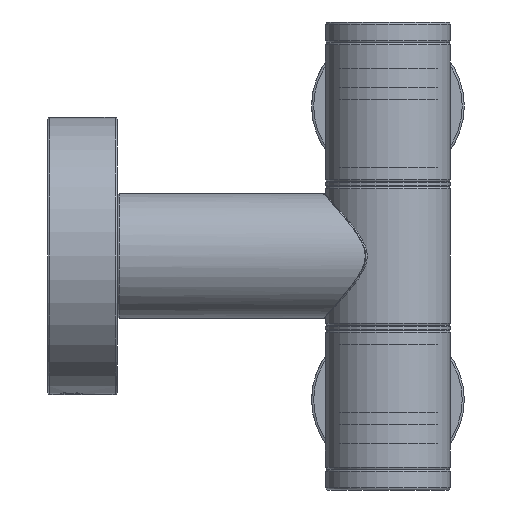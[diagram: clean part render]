
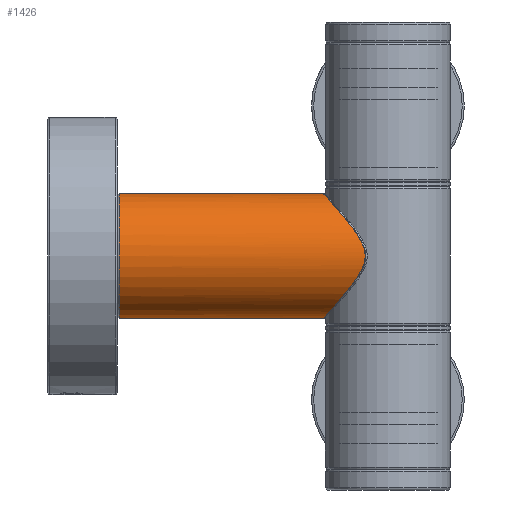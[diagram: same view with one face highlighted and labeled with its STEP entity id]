
A CAD part, left-side view. The second image highlights one B-rep face of the part: STEP entity #1426.
In plain terms, the highlighted cylindrical face has radius 9 mm (diameter 18 mm), a full revolution.
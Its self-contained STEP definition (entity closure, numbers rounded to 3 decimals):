
#201=CIRCLE('',#1703,9.);
#307=ORIENTED_EDGE('',*,*,#596,.T.);
#308=ORIENTED_EDGE('',*,*,#597,.T.);
#596=EDGE_CURVE('',#741,#741,#201,.F.);
#597=EDGE_CURVE('',#742,#742,#878,.T.);
#741=VERTEX_POINT('',#2477);
#742=VERTEX_POINT('',#2511);
#878=B_SPLINE_CURVE_WITH_KNOTS('',3,(#2478,#2479,#2480,#2481,#2482,#2483,
#2484,#2485,#2486,#2487,#2488,#2489,#2490,#2491,#2492,#2493,#2494,#2495,
#2496,#2497,#2498,#2499,#2500,#2501,#2502,#2503,#2504,#2505,#2506,#2507,
#2508,#2509,#2510),.UNSPECIFIED.,.T.,.F.,(1,1,1,1,1,1,1,1,1,1,1,1,1,1,1,
1,1,1,1,1,1,1,1,1,1,1,1,1,1,1,1,1,1,1,1,1,1),(-0.006,-0.004,
-0.002,0.,0.001,0.002,0.004,
0.006,0.008,0.01,0.012,
0.014,0.016,0.02,0.024,
0.026,0.028,0.03,0.032,
0.033,0.034,0.036,0.037,
0.039,0.041,0.043,0.045,
0.047,0.051,0.055,0.057,
0.059,0.061,0.063,0.064,
0.065,0.067),.UNSPECIFIED.);
#912=EDGE_LOOP('',(#307));
#913=EDGE_LOOP('',(#308));
#1147=FACE_BOUND('',#912,.T.);
#1148=FACE_BOUND('',#913,.T.);
#1384=CYLINDRICAL_SURFACE('',#1702,9.);
#1426=ADVANCED_FACE('',(#1147,#1148),#1384,.T.);
#1702=AXIS2_PLACEMENT_3D('',#2475,#1940,#1941);
#1703=AXIS2_PLACEMENT_3D('',#2476,#1942,#1943);
#1940=DIRECTION('',(0.,1.,0.));
#1941=DIRECTION('',(-1.,0.,0.));
#1942=DIRECTION('',(0.,1.,0.));
#1943=DIRECTION('',(0.,0.,1.));
#2475=CARTESIAN_POINT('',(-2044.184,-5507.106,-1016.411));
#2476=CARTESIAN_POINT('',(-2044.184,-5491.906,-1016.411));
#2477=CARTESIAN_POINT('',(-2044.184,-5491.906,-1007.411));
#2478=CARTESIAN_POINT('',(-2035.332,-5526.926,-1014.485));
#2479=CARTESIAN_POINT('',(-2035.147,-5527.416,-1016.081));
#2480=CARTESIAN_POINT('',(-2035.221,-5527.224,-1017.391));
#2481=CARTESIAN_POINT('',(-2035.418,-5526.754,-1018.596));
#2482=CARTESIAN_POINT('',(-2035.85,-5525.905,-1019.935));
#2483=CARTESIAN_POINT('',(-2036.605,-5524.823,-1021.354));
#2484=CARTESIAN_POINT('',(-2037.624,-5523.748,-1022.646));
#2485=CARTESIAN_POINT('',(-2038.886,-5522.787,-1023.755));
#2486=CARTESIAN_POINT('',(-2040.437,-5521.98,-1024.663));
#2487=CARTESIAN_POINT('',(-2042.229,-5521.437,-1025.267));
#2488=CARTESIAN_POINT('',(-2044.836,-5521.174,-1025.557));
#2489=CARTESIAN_POINT('',(-2048.04,-5521.839,-1024.824));
#2490=CARTESIAN_POINT('',(-2050.401,-5523.389,-1023.078));
#2491=CARTESIAN_POINT('',(-2051.747,-5524.804,-1021.377));
#2492=CARTESIAN_POINT('',(-2052.507,-5525.885,-1019.96));
#2493=CARTESIAN_POINT('',(-2053.028,-5526.906,-1018.371));
#2494=CARTESIAN_POINT('',(-2053.219,-5527.411,-1016.793));
#2495=CARTESIAN_POINT('',(-2053.152,-5527.236,-1015.472));
#2496=CARTESIAN_POINT('',(-2052.959,-5526.773,-1014.261));
#2497=CARTESIAN_POINT('',(-2052.53,-5525.924,-1012.914));
#2498=CARTESIAN_POINT('',(-2051.777,-5524.839,-1011.489));
#2499=CARTESIAN_POINT('',(-2050.758,-5523.76,-1010.191));
#2500=CARTESIAN_POINT('',(-2049.495,-5522.795,-1009.077));
#2501=CARTESIAN_POINT('',(-2047.942,-5521.984,-1008.164));
#2502=CARTESIAN_POINT('',(-2046.145,-5521.438,-1007.557));
#2503=CARTESIAN_POINT('',(-2043.53,-5521.173,-1007.265));
#2504=CARTESIAN_POINT('',(-2040.317,-5521.843,-1008.003));
#2505=CARTESIAN_POINT('',(-2037.953,-5523.399,-1009.757));
#2506=CARTESIAN_POINT('',(-2036.608,-5524.82,-1011.465));
#2507=CARTESIAN_POINT('',(-2035.85,-5525.904,-1012.889));
#2508=CARTESIAN_POINT('',(-2035.332,-5526.926,-1014.485));
#2509=CARTESIAN_POINT('',(-2035.147,-5527.416,-1016.081));
#2510=CARTESIAN_POINT('',(-2035.221,-5527.224,-1017.391));
#2511=CARTESIAN_POINT('',(-2035.184,-5527.319,-1016.411));
